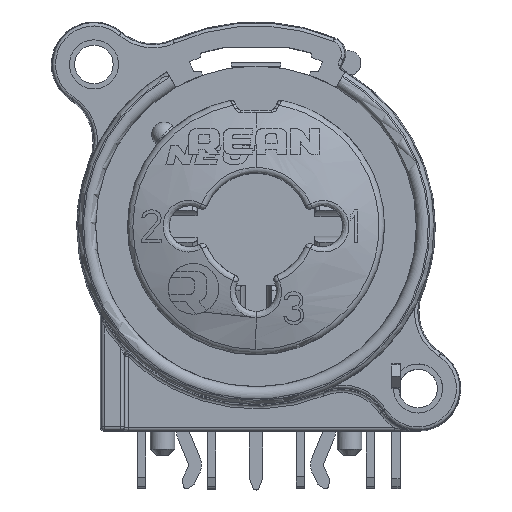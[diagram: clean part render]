
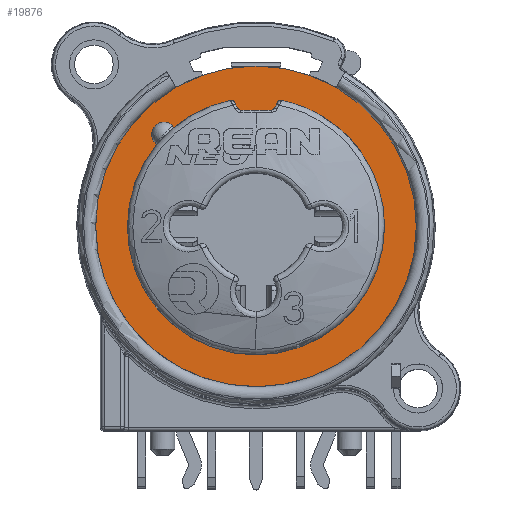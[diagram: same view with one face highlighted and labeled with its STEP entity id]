
A CAD part, top view. The second image highlights one B-rep face of the part: STEP entity #19876.
In plain terms, the highlighted planar face has unit normal (0, 0, 1).
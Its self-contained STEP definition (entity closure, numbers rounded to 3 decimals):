
#3598=CARTESIAN_POINT('',(0.,0.,2.75));
#3599=DIRECTION('',(0.,0.,-1.));
#3600=DIRECTION('',(0.5,0.866,0.));
#3601=AXIS2_PLACEMENT_3D('',#3598,#3599,#3600);
#3603=CARTESIAN_POINT('',(0.,0.,2.75));
#3604=DIRECTION('',(0.,0.,-1.));
#3605=DIRECTION('',(1.,0.,0.));
#3606=AXIS2_PLACEMENT_3D('',#3603,#3604,#3605);
#3608=CARTESIAN_POINT('',(0.,0.,2.75));
#3609=DIRECTION('',(0.,0.,-1.));
#3610=DIRECTION('',(-1.,0.,0.));
#3611=AXIS2_PLACEMENT_3D('',#3608,#3609,#3610);
#3613=CARTESIAN_POINT('',(0.,0.,2.75));
#3614=DIRECTION('',(0.,0.,-1.));
#3615=DIRECTION('',(-0.5,0.866,0.));
#3616=AXIS2_PLACEMENT_3D('',#3613,#3614,#3615);
#3618=DIRECTION('',(-0.5,-0.866,0.));
#3619=VECTOR('',#3618,0.465);
#3620=CARTESIAN_POINT('',(1.34,7.603,2.75));
#3621=LINE('',#3620,#3619);
#3622=CARTESIAN_POINT('',(0.935,7.3,2.75));
#3623=DIRECTION('',(0.,0.,-1.));
#3624=DIRECTION('',(0.866,-0.5,0.));
#3625=AXIS2_PLACEMENT_3D('',#3622,#3623,#3624);
#3627=DIRECTION('',(-1.,0.,0.));
#3628=VECTOR('',#3627,1.869);
#3629=CARTESIAN_POINT('',(0.935,7.1,2.75));
#3630=LINE('',#3629,#3628);
#3631=CARTESIAN_POINT('',(-0.935,7.3,2.75));
#3632=DIRECTION('',(0.,0.,-1.));
#3633=DIRECTION('',(0.,-1.,0.));
#3634=AXIS2_PLACEMENT_3D('',#3631,#3632,#3633);
#3636=DIRECTION('',(-0.5,0.866,0.));
#3637=VECTOR('',#3636,0.465);
#3638=CARTESIAN_POINT('',(-1.108,7.2,2.75));
#3639=LINE('',#3638,#3637);
#3640=CARTESIAN_POINT('',(-1.34,7.603,2.75));
#3641=CARTESIAN_POINT('',(-1.355,7.628,2.75));
#3642=CARTESIAN_POINT('',(-1.392,7.669,2.75));
#3643=CARTESIAN_POINT('',(-1.47,7.704,2.75));
#3644=CARTESIAN_POINT('',(-1.525,7.705,2.75));
#3645=CARTESIAN_POINT('',(-1.553,7.699,2.75));
#3647=CARTESIAN_POINT('',(0.,0.,2.75));
#3648=DIRECTION('',(0.,0.,1.));
#3649=DIRECTION('',(-0.198,0.98,0.));
#3650=AXIS2_PLACEMENT_3D('',#3647,#3648,#3649);
#3652=DIRECTION('',(-0.707,0.707,0.));
#3653=VECTOR('',#3652,0.132);
#3654=CARTESIAN_POINT('',(-4.998,6.059,2.75));
#3655=LINE('',#3654,#3653);
#3656=CARTESIAN_POINT('',(-5.621,5.621,2.75));
#3657=DIRECTION('',(0.,0.,1.));
#3658=DIRECTION('',(0.707,0.707,0.));
#3659=AXIS2_PLACEMENT_3D('',#3656,#3657,#3658);
#3661=DIRECTION('',(0.707,-0.707,0.));
#3662=VECTOR('',#3661,0.132);
#3663=CARTESIAN_POINT('',(-6.152,5.091,2.75));
#3664=LINE('',#3663,#3662);
#3665=CARTESIAN_POINT('',(0.,0.,2.75));
#3666=DIRECTION('',(0.,0.,1.));
#3667=DIRECTION('',(-0.771,0.636,0.));
#3668=AXIS2_PLACEMENT_3D('',#3665,#3666,#3667);
#3670=CARTESIAN_POINT('',(0.,0.,2.75));
#3671=DIRECTION('',(0.,0.,1.));
#3672=DIRECTION('',(-1.,0.,0.));
#3673=AXIS2_PLACEMENT_3D('',#3670,#3671,#3672);
#3675=CARTESIAN_POINT('',(0.,0.,2.75));
#3676=DIRECTION('',(0.,0.,1.));
#3677=DIRECTION('',(1.,0.,0.));
#3678=AXIS2_PLACEMENT_3D('',#3675,#3676,#3677);
#10528=CARTESIAN_POINT('',(1.34,7.603,2.75));
#10529=CARTESIAN_POINT('',(1.355,7.628,2.75));
#10530=CARTESIAN_POINT('',(1.392,7.669,2.75));
#10531=CARTESIAN_POINT('',(1.47,7.704,2.75));
#10532=CARTESIAN_POINT('',(1.525,7.705,2.75));
#10533=CARTESIAN_POINT('',(1.553,7.699,2.75));
#13928=CARTESIAN_POINT('',(1.34,7.603,2.75));
#13929=CARTESIAN_POINT('',(1.108,7.2,2.75));
#13930=VERTEX_POINT('',#13928);
#13931=VERTEX_POINT('',#13929);
#13934=CARTESIAN_POINT('',(4.896,8.485,2.75));
#13935=CARTESIAN_POINT('',(9.796,0.,2.75));
#13936=VERTEX_POINT('',#13934);
#13937=VERTEX_POINT('',#13935);
#13938=CARTESIAN_POINT('',(-9.796,0.,2.75));
#13939=VERTEX_POINT('',#13938);
#13940=CARTESIAN_POINT('',(-4.895,8.485,2.75));
#13941=VERTEX_POINT('',#13940);
#13942=VERTEX_POINT('',#10533);
#13943=CARTESIAN_POINT('',(0.935,7.1,2.75));
#13944=VERTEX_POINT('',#13943);
#13945=CARTESIAN_POINT('',(-0.935,7.1,2.75));
#13946=VERTEX_POINT('',#13945);
#13947=CARTESIAN_POINT('',(-1.108,7.2,2.75));
#13948=VERTEX_POINT('',#13947);
#13949=CARTESIAN_POINT('',(-1.34,7.603,
2.75));
#13950=VERTEX_POINT('',#13949);
#13951=VERTEX_POINT('',#3645);
#13952=CARTESIAN_POINT('',(-4.998,6.059,2.75));
#13953=VERTEX_POINT('',#13952);
#13954=CARTESIAN_POINT('',(-5.091,6.152,2.75));
#13955=VERTEX_POINT('',#13954);
#13956=CARTESIAN_POINT('',(-6.152,5.091,2.75));
#13957=VERTEX_POINT('',#13956);
#13958=CARTESIAN_POINT('',(-6.059,4.998,
2.75));
#13959=VERTEX_POINT('',#13958);
#13960=CARTESIAN_POINT('',(-7.854,0.,2.75));
#13961=VERTEX_POINT('',#13960);
#13962=CARTESIAN_POINT('',(7.854,0.,2.75));
#13963=VERTEX_POINT('',#13962);
#19832=CARTESIAN_POINT('',(0.,0.,2.75));
#19833=DIRECTION('',(0.,0.,-1.));
#19834=DIRECTION('',(-1.,0.,0.));
#19835=AXIS2_PLACEMENT_3D('',#19832,#19833,#19834);
#19836=PLANE('',#19835);
#19838=ORIENTED_EDGE('',*,*,#19837,.T.);
#19840=ORIENTED_EDGE('',*,*,#19839,.T.);
#19842=ORIENTED_EDGE('',*,*,#19841,.T.);
#19844=ORIENTED_EDGE('',*,*,#19843,.T.);
#19845=EDGE_LOOP('',(#19838,#19840,#19842,#19844));
#19846=FACE_OUTER_BOUND('',#19845,.F.);
#19848=ORIENTED_EDGE('',*,*,#19847,.F.);
#19849=ORIENTED_EDGE('',*,*,#19820,.T.);
#19851=ORIENTED_EDGE('',*,*,#19850,.T.);
#19853=ORIENTED_EDGE('',*,*,#19852,.T.);
#19855=ORIENTED_EDGE('',*,*,#19854,.T.);
#19857=ORIENTED_EDGE('',*,*,#19856,.T.);
#19859=ORIENTED_EDGE('',*,*,#19858,.T.);
#19861=ORIENTED_EDGE('',*,*,#19860,.T.);
#19863=ORIENTED_EDGE('',*,*,#19862,.T.);
#19865=ORIENTED_EDGE('',*,*,#19864,.T.);
#19867=ORIENTED_EDGE('',*,*,#19866,.T.);
#19869=ORIENTED_EDGE('',*,*,#19868,.T.);
#19871=ORIENTED_EDGE('',*,*,#19870,.T.);
#19873=ORIENTED_EDGE('',*,*,#19872,.T.);
#19874=EDGE_LOOP('',(#19848,#19849,#19851,#19853,#19855,#19857,#19859,#19861,
#19863,#19865,#19867,#19869,#19871,#19873));
#19875=FACE_BOUND('',#19874,.F.);
#3602=CIRCLE('',#3601,9.796);
#3607=CIRCLE('',#3606,9.796);
#3612=CIRCLE('',#3611,9.796);
#3617=CIRCLE('',#3616,9.796);
#3626=CIRCLE('',#3625,0.2);
#3635=CIRCLE('',#3634,0.2);
#3646=B_SPLINE_CURVE_WITH_KNOTS('',3,(#3640,#3641,#3642,#3643,#3644,#3645),
.UNSPECIFIED.,.F.,.F.,(4,1,1,4),(0.,0.333,0.667,1.),
.UNSPECIFIED.);
#3651=CIRCLE('',#3650,7.854);
#3660=CIRCLE('',#3659,0.75);
#3669=CIRCLE('',#3668,7.854);
#3674=CIRCLE('',#3673,7.854);
#3679=CIRCLE('',#3678,7.854);
#10534=B_SPLINE_CURVE_WITH_KNOTS('',3,(#10528,#10529,#10530,#10531,#10532,
#10533),.UNSPECIFIED.,.F.,.F.,(4,1,1,4),(0.,0.333,
0.667,1.),.UNSPECIFIED.);
#19820=EDGE_CURVE('',#13930,#13931,#3621,.T.);
#19837=EDGE_CURVE('',#13936,#13937,#3602,.T.);
#19839=EDGE_CURVE('',#13937,#13939,#3607,.T.);
#19841=EDGE_CURVE('',#13939,#13941,#3612,.T.);
#19843=EDGE_CURVE('',#13941,#13936,#3617,.T.);
#19847=EDGE_CURVE('',#13930,#13942,#10534,.T.);
#19850=EDGE_CURVE('',#13931,#13944,#3626,.T.);
#19852=EDGE_CURVE('',#13944,#13946,#3630,.T.);
#19854=EDGE_CURVE('',#13946,#13948,#3635,.T.);
#19856=EDGE_CURVE('',#13948,#13950,#3639,.T.);
#19858=EDGE_CURVE('',#13950,#13951,#3646,.T.);
#19860=EDGE_CURVE('',#13951,#13953,#3651,.T.);
#19862=EDGE_CURVE('',#13953,#13955,#3655,.T.);
#19864=EDGE_CURVE('',#13955,#13957,#3660,.T.);
#19866=EDGE_CURVE('',#13957,#13959,#3664,.T.);
#19868=EDGE_CURVE('',#13959,#13961,#3669,.T.);
#19870=EDGE_CURVE('',#13961,#13963,#3674,.T.);
#19872=EDGE_CURVE('',#13963,#13942,#3679,.T.);
#19876=ADVANCED_FACE('',(#19846,#19875),#19836,.F.);
